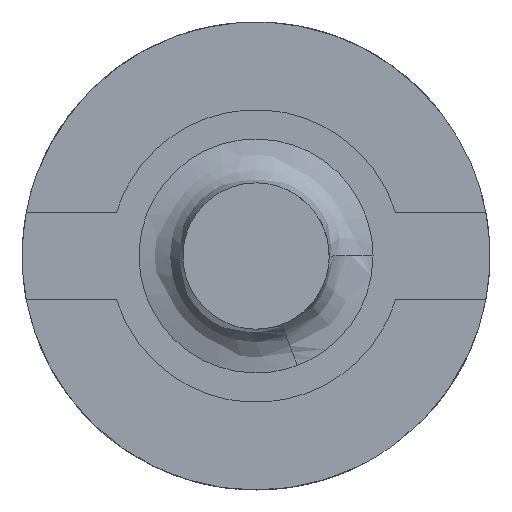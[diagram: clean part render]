
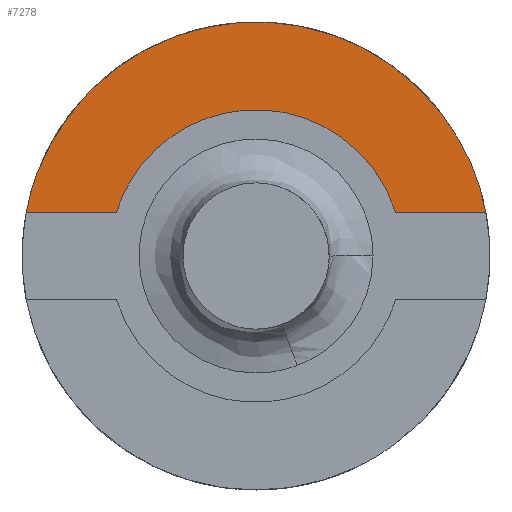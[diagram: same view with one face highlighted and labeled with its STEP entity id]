
A CAD part, front view. The second image highlights one B-rep face of the part: STEP entity #7278.
In plain terms, the highlighted free-form (B-spline) face has degree [1, 1] with [2, 2] control points.
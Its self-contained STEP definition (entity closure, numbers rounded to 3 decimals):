
#851=CARTESIAN_POINT('',(-7.858,-7.0,1.5));
#852=VERTEX_POINT('',#851);
#858=CARTESIAN_POINT('',(6.951,-7.0,3.961));
#859=VERTEX_POINT('',#858);
#860=CARTESIAN_POINT('',(6.951,-7.0,3.961));
#861=CARTESIAN_POINT('',(4.649,-7.0,8.));
#862=CARTESIAN_POINT('',(0.0,-7.0,8.));
#863=CARTESIAN_POINT('',(-6.617,-7.0,8.));
#864=CARTESIAN_POINT('',(-7.858,-7.0,1.5));
#872=(BOUNDED_CURVE()B_SPLINE_CURVE(2,(#860,#861,#862,#863,#864),.UNSPECIFIED.,.F.,.U.)B_SPLINE_CURVE_WITH_KNOTS((3,2,3),(0.123,0.5,1.0),.UNSPECIFIED.)CURVE()GEOMETRIC_REPRESENTATION_ITEM()RATIONAL_B_SPLINE_CURVE((0.915,0.827,1.0,0.771,1.0))REPRESENTATION_ITEM(''));
#873=EDGE_CURVE('',#859,#852,#872,.T.);
#913=CARTESIAN_POINT('',(7.858,-7.0,1.5));
#914=VERTEX_POINT('',#913);
#915=CARTESIAN_POINT('',(7.858,-7.0,1.5));
#916=CARTESIAN_POINT('',(7.609,-7.0,2.806));
#917=CARTESIAN_POINT('',(6.951,-7.,3.961));
#925=(BOUNDED_CURVE()B_SPLINE_CURVE(2,(#915,#916,#917),.UNSPECIFIED.,.F.,.U.)B_SPLINE_CURVE_WITH_KNOTS((3,3),(0.0,0.123),.UNSPECIFIED.)CURVE()GEOMETRIC_REPRESENTATION_ITEM()RATIONAL_B_SPLINE_CURVE((1.0,0.944,0.915))REPRESENTATION_ITEM(''));
#926=EDGE_CURVE('',#914,#859,#925,.T.);
#2857=CARTESIAN_POINT('',(-4.77,-7.0,1.5));
#2858=VERTEX_POINT('',#2857);
#2859=CARTESIAN_POINT('',(-4.77,-7.0,1.5));
#2860=CARTESIAN_POINT('',(-7.858,-7.0,1.5));
#2861=QUASI_UNIFORM_CURVE('',1,(#2859,#2860),.UNSPECIFIED.,.F.,.U.);
#2862=EDGE_CURVE('',#2858,#852,#2861,.T.);
#2892=CARTESIAN_POINT('',(4.77,-7.0,1.5));
#2893=VERTEX_POINT('',#2892);
#2894=CARTESIAN_POINT('',(4.77,-7.0,1.5));
#2895=CARTESIAN_POINT('',(3.669,-7.0,5.));
#2896=CARTESIAN_POINT('',(0.0,-7.0,5.));
#2897=CARTESIAN_POINT('',(-3.669,-7.0,5.));
#2898=CARTESIAN_POINT('',(-4.77,-7.0,1.5));
#2906=(BOUNDED_CURVE()B_SPLINE_CURVE(2,(#2894,#2895,#2896,#2897,#2898),.UNSPECIFIED.,.F.,.U.)B_SPLINE_CURVE_WITH_KNOTS((3,2,3),(0.0,0.5,1.0),.UNSPECIFIED.)CURVE()GEOMETRIC_REPRESENTATION_ITEM()RATIONAL_B_SPLINE_CURVE((1.0,0.806,1.0,0.806,1.0))REPRESENTATION_ITEM(''));
#2907=EDGE_CURVE('',#2893,#2858,#2906,.T.);
#2924=CARTESIAN_POINT('',(7.858,-7.0,1.5));
#2925=CARTESIAN_POINT('',(4.77,-7.0,1.5));
#2926=QUASI_UNIFORM_CURVE('',1,(#2924,#2925),.UNSPECIFIED.,.F.,.U.);
#2927=EDGE_CURVE('',#914,#2893,#2926,.T.);
#7266=CARTESIAN_POINT('',(-8.643,-7.0,8.325));
#7267=CARTESIAN_POINT('',(8.643,-7.0,8.325));
#7268=CARTESIAN_POINT('',(-8.643,-7.0,1.175));
#7269=CARTESIAN_POINT('',(8.643,-7.0,1.175));
#7270=B_SPLINE_SURFACE_WITH_KNOTS('',1,1,((#7266,#7268),(#7267,#7269)),.UNSPECIFIED.,.F.,.F.,.U.,(2,2),(2,2),(0.0,17.286),(0.0,7.149),.UNSPECIFIED.);
#7271=ORIENTED_EDGE('',*,*,#2927,.F.);
#7272=ORIENTED_EDGE('',*,*,#926,.T.);
#7273=ORIENTED_EDGE('',*,*,#873,.T.);
#7274=ORIENTED_EDGE('',*,*,#2862,.F.);
#7275=ORIENTED_EDGE('',*,*,#2907,.F.);
#7276=EDGE_LOOP('',(#7271,#7272,#7273,#7274,#7275));
#7277=FACE_OUTER_BOUND('',#7276,.T.);
#7278=ADVANCED_FACE('',(#7277),#7270,.F.);
